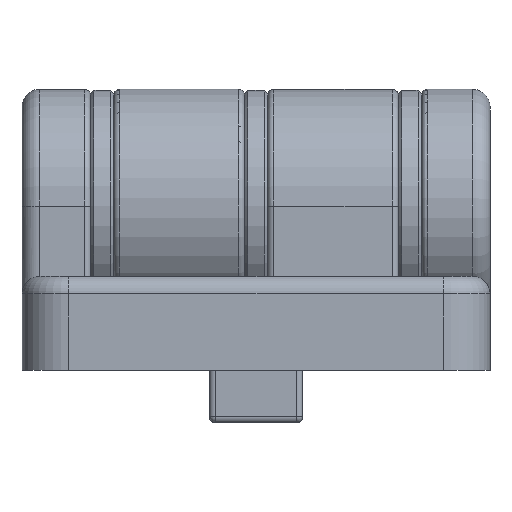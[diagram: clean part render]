
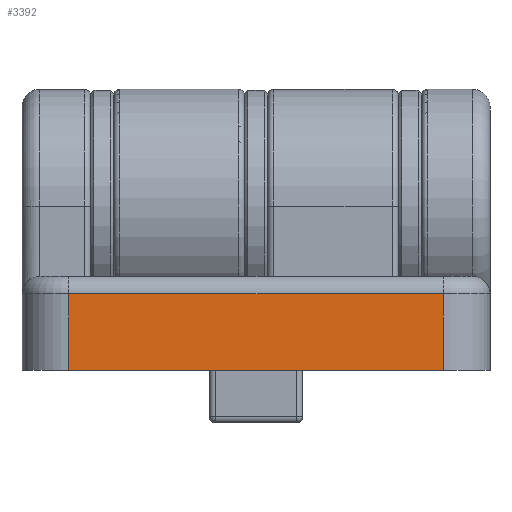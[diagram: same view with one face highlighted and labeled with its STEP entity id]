
A CAD part, left-side view. The second image highlights one B-rep face of the part: STEP entity #3392.
In plain terms, the highlighted planar face has unit normal (-1, 0, 0).
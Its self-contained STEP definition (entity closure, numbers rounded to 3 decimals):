
#149=PLANE('',#3794);
#242=FACE_OUTER_BOUND('',#465,.T.);
#465=EDGE_LOOP('',(#2350,#2351,#2352,#2353));
#954=LINE('',#5551,#1228);
#955=LINE('',#5557,#1229);
#956=LINE('',#5558,#1230);
#957=LINE('',#5559,#1231);
#1228=VECTOR('',#4303,1000.);
#1229=VECTOR('',#4310,1000.);
#1230=VECTOR('',#4311,1000.);
#1231=VECTOR('',#4312,1000.);
#1518=VERTEX_POINT('',#5549);
#1519=VERTEX_POINT('',#5550);
#1520=VERTEX_POINT('',#5555);
#1521=VERTEX_POINT('',#5556);
#1832=EDGE_CURVE('',#1518,#1519,#954,.T.);
#1835=EDGE_CURVE('',#1520,#1521,#955,.T.);
#1836=EDGE_CURVE('',#1520,#1518,#956,.F.);
#1837=EDGE_CURVE('',#1519,#1521,#957,.T.);
#2350=ORIENTED_EDGE('',*,*,#1835,.F.);
#2351=ORIENTED_EDGE('',*,*,#1836,.T.);
#2352=ORIENTED_EDGE('',*,*,#1832,.T.);
#2353=ORIENTED_EDGE('',*,*,#1837,.T.);
#3392=ADVANCED_FACE('',(#242),#149,.F.);
#3794=AXIS2_PLACEMENT_3D('',#5554,#4308,#4309);
#4303=DIRECTION('',(0.,-1.,0.));
#4308=DIRECTION('center_axis',(1.,0.,0.));
#4309=DIRECTION('ref_axis',(0.,0.,-1.));
#4310=DIRECTION('',(0.,-1.,0.));
#4311=DIRECTION('',(0.,0.,1.));
#4312=DIRECTION('',(0.,0.,1.));
#5549=CARTESIAN_POINT('',(-40.,-7.5,-16.));
#5550=CARTESIAN_POINT('',(-40.,-14.,-16.));
#5551=CARTESIAN_POINT('',(-40.,-6.,-16.));
#5554=CARTESIAN_POINT('Origin',(-40.,-6.,-16.));
#5555=CARTESIAN_POINT('',(-40.,-7.5,16.));
#5556=CARTESIAN_POINT('',(-40.,-14.,16.));
#5557=CARTESIAN_POINT('',(-40.,-6.,16.));
#5558=CARTESIAN_POINT('',(-40.,-7.5,-16.));
#5559=CARTESIAN_POINT('',(-40.,-14.,-16.));
